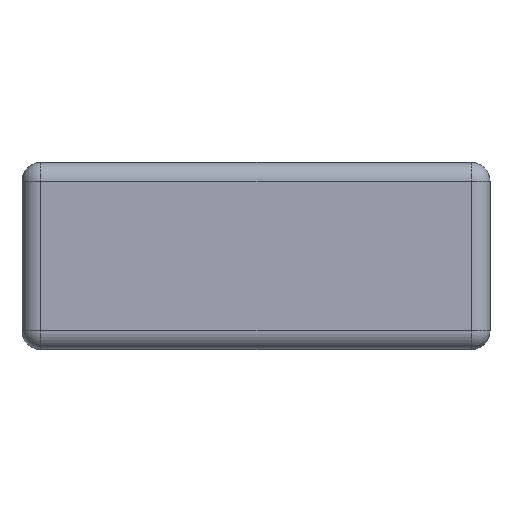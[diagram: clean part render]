
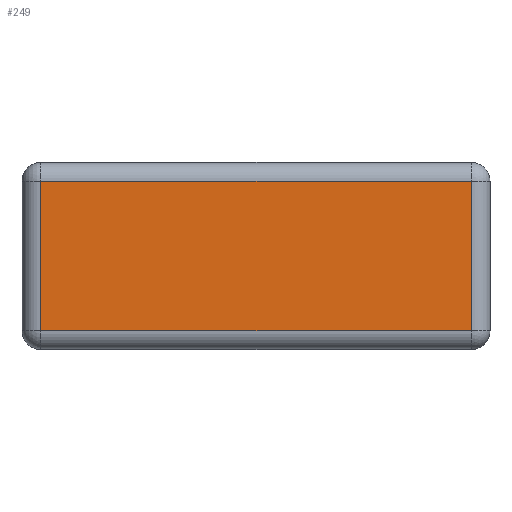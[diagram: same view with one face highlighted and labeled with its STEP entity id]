
A CAD part, left-side view. The second image highlights one B-rep face of the part: STEP entity #249.
In plain terms, the highlighted planar face has unit normal (-1, 0, 0).
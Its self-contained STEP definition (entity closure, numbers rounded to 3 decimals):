
#167 = EDGE_CURVE ( 'NONE', #229, #168, #841, .T. ) ;
#168 = VERTEX_POINT ( 'NONE', #837 ) ;
#169 = ORIENTED_EDGE ( 'NONE', *, *, #170, .T. ) ;
#170 = EDGE_CURVE ( 'NONE', #168, #171, #836, .T. ) ;
#171 = VERTEX_POINT ( 'NONE', #832 ) ;
#172 = VERTEX_POINT ( 'NONE', #831 ) ;
#227 = EDGE_LOOP ( 'NONE', ( #228, #169, #234, #236 ) ) ;
#228 = ORIENTED_EDGE ( 'NONE', *, *, #167, .T. ) ;
#229 = VERTEX_POINT ( 'NONE', #1457 ) ;
#234 = ORIENTED_EDGE ( 'NONE', *, *, #235, .T. ) ;
#235 = EDGE_CURVE ( 'NONE', #171, #172, #1450, .T. ) ;
#236 = ORIENTED_EDGE ( 'NONE', *, *, #237, .T. ) ;
#237 = EDGE_CURVE ( 'NONE', #172, #229, #1446, .T. ) ;
#249 = ADVANCED_FACE ( 'NONE', ( #1476 ), #1590, .F. ) ;
#831 = CARTESIAN_POINT ( 'NONE',  ( -1., 0.575, 0.05 ) ) ;
#832 = CARTESIAN_POINT ( 'NONE',  ( -1., 0.575, 0.45 ) ) ;
#833 = DIRECTION ( 'NONE',  ( 0., 1., 0. ) ) ;
#834 = VECTOR ( 'NONE', #833, 1000. ) ;
#835 = CARTESIAN_POINT ( 'NONE',  ( -1., 0.625, 0.45 ) ) ;
#836 = LINE ( 'NONE', #835, #834 ) ;
#837 = CARTESIAN_POINT ( 'NONE',  ( -1., -0.575, 0.45 ) ) ;
#838 = DIRECTION ( 'NONE',  ( 0., 0., 1. ) ) ;
#839 = VECTOR ( 'NONE', #838, 1000. ) ;
#840 = CARTESIAN_POINT ( 'NONE',  ( -1., -0.575, 0.5 ) ) ;
#841 = LINE ( 'NONE', #840, #839 ) ;
#1443 = DIRECTION ( 'NONE',  ( 0., -1., 0. ) ) ;
#1444 = VECTOR ( 'NONE', #1443, 1000. ) ;
#1445 = CARTESIAN_POINT ( 'NONE',  ( -1., 0.625, 0.05 ) ) ;
#1446 = LINE ( 'NONE', #1445, #1444 ) ;
#1447 = DIRECTION ( 'NONE',  ( 0., 0., -1. ) ) ;
#1448 = VECTOR ( 'NONE', #1447, 1000. ) ;
#1449 = CARTESIAN_POINT ( 'NONE',  ( -1., 0.575, 0.5 ) ) ;
#1450 = LINE ( 'NONE', #1449, #1448 ) ;
#1457 = CARTESIAN_POINT ( 'NONE',  ( -1., -0.575, 0.05 ) ) ;
#1476 = FACE_OUTER_BOUND ( 'NONE', #227, .T. ) ;
#1586 = DIRECTION ( 'NONE',  ( 0., 1., 0. ) ) ;
#1587 = DIRECTION ( 'NONE',  ( 1., 0., 0. ) ) ;
#1588 = CARTESIAN_POINT ( 'NONE',  ( -1., 0.625, 0.5 ) ) ;
#1589 = AXIS2_PLACEMENT_3D ( 'NONE', #1588, #1587, #1586 ) ;
#1590 = PLANE ( 'NONE',  #1589 ) ;
